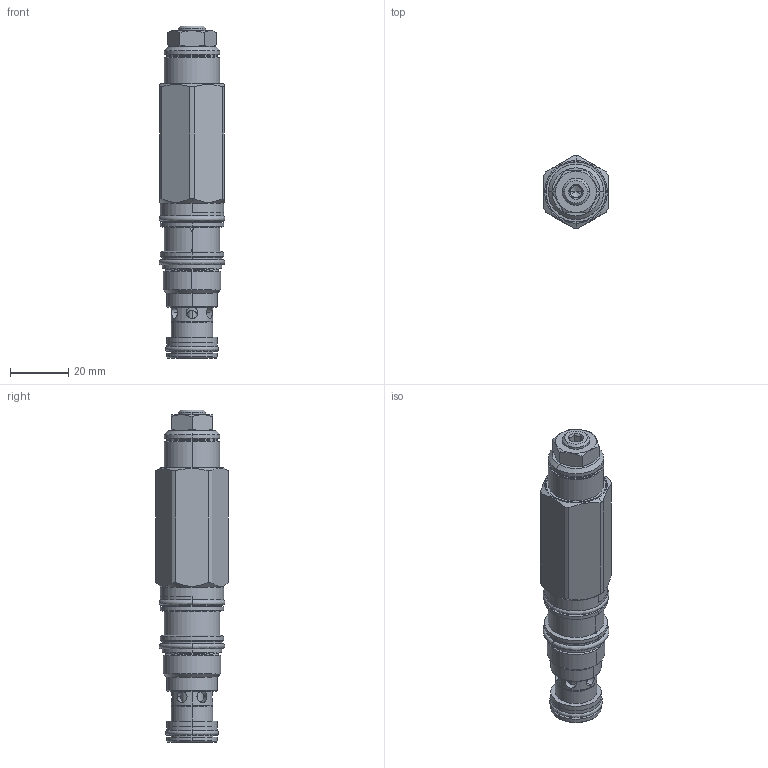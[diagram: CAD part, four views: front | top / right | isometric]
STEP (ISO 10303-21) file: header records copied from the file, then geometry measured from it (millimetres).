
FILE_DESCRIPTION((''),'2;1');
FILE_NAME('CECA-LHN_PRT','2017-01-30T',('Administrator'),(''),'PRO/ENGINEER BY PARAMETRIC TECHNOLOGY CORPORATION, 2006240','PRO/ENGINEER BY PARAMETRIC TECHNOLOGY CORPORATION, 2006240','');
FILE_SCHEMA(('CONFIG_CONTROL_DESIGN'));
Length unit declared in the file: inch
Products named in the file (1): CECA-LHN_PRT
Bounding box: 22.55 x 24.84 x 113.89 mm (x, y, z)
Volume: 24052.3 mm3; surface area: 21266.6 mm2
Topology: 5 solids, 7 shells, 587 faces, 1318 edges, 788 vertices
Faces by surface type: cylinder 230, cone 130, plane 117, torus 96, revolution 12, sphere 2
Entity records: 18959 total; most frequent: CARTESIAN_POINT 5559, DIRECTION 3025, ORIENTED_EDGE 2628, EDGE_CURVE 1314, AXIS2_PLACEMENT_3D 1296, VERTEX_POINT 788, CIRCLE 721, EDGE_LOOP 678
